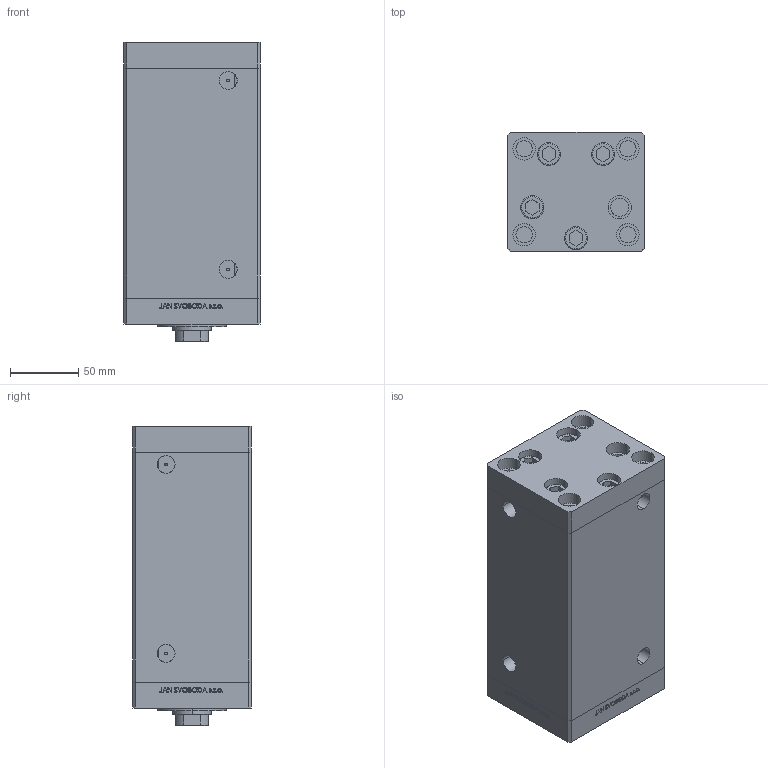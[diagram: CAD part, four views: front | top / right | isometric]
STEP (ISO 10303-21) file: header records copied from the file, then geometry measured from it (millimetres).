
FILE_DESCRIPTION (( 'STEP AP203' ), '1' );
FILE_NAME ('6565.STEP', '2024-01-08T18:55:04', ( '' ), ( '' ), 'SwSTEP 2.0', 'SolidWorks 2019', '' );
FILE_SCHEMA (( 'CONFIG_CONTROL_DESIGN' ));
Length unit declared in the file: millimetre
Products named in the file (6): V220C_C MIDDLE 7dc1f101cb85177f4477dcae1bb2d960; V220C FRONT 7dc1f101cb85177f4477dcae1bb2d960; V220C_VC_C 7dc1f101cb85177f4477dcae1bb2d960; 6565; V220C BACK_C 7dc1f101cb85177f4477dcae1bb2d960; ALLEN BOLT 7dc1f101cb85177f4477dcae1bb2d960
Assembly tree (13 placements, depth 2):
  6565
    ALLEN BOLT 7dc1f101cb85177f4477dcae1bb2d960  x9
    V220C_C MIDDLE 7dc1f101cb85177f4477dcae1bb2d960
    V220C FRONT 7dc1f101cb85177f4477dcae1bb2d960
    V220C_VC_C 7dc1f101cb85177f4477dcae1bb2d960
    V220C BACK_C 7dc1f101cb85177f4477dcae1bb2d960
Bounding box: 100 x 87 x 219.5 mm (x, y, z)
Volume: 1462353.5 mm3; surface area: 247385.9 mm2
Topology: 13 solids, 13 shells, 1186 faces, 2975 edges, 1952 vertices
Faces by surface type: plane 548, bspline 380, cylinder 176, cone 42, torus 40
Entity records: 50261 total; most frequent: CARTESIAN_POINT 26975, ORIENTED_EDGE 5210, DIRECTION 3428, EDGE_CURVE 2605, VERTEX_POINT 1728, LINE 1492, VECTOR 1492, EDGE_LOOP 1191
